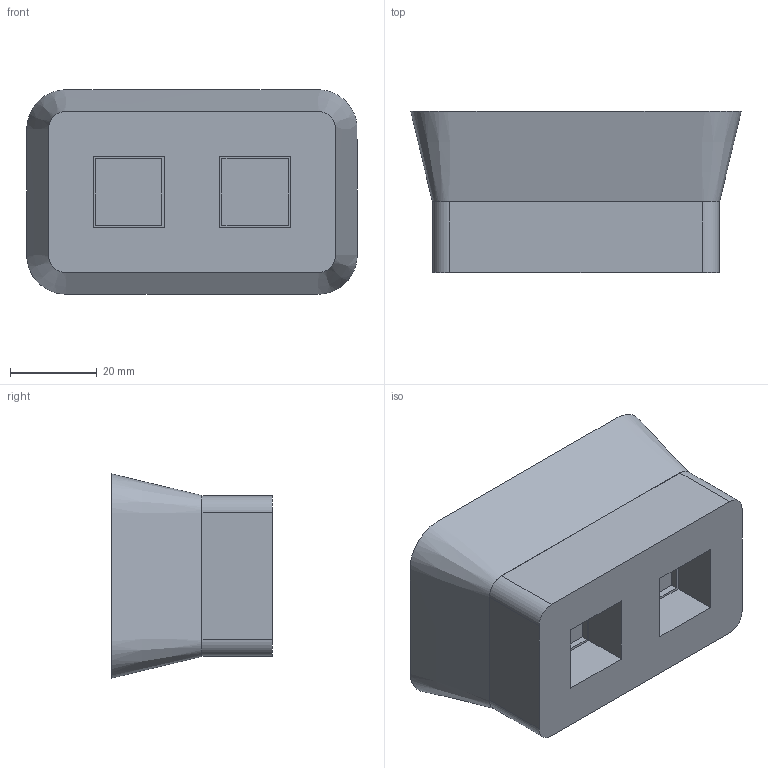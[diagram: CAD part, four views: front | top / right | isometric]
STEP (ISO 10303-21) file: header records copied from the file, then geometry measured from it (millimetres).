
FILE_DESCRIPTION(/* description */ (''),/* implementation_level */ '2;1');
FILE_NAME(/* name */ 'ZoomMuter box v13.step',/* time_stamp */ '2021-04-28T11:27:36-04:00',/* author */ (''),/* organization */ (''),/* preprocessor_version */ 'ST-DEVELOPER v18.1',/* originating_system */ 'Autodesk Translation Framework v9.10.0.1330',/* authorisation */ '');
FILE_SCHEMA (('AUTOMOTIVE_DESIGN { 1 0 10303 214 3 1 1 }'));
Length unit declared in the file: millimetre
Products named in the file (4): ZoomMuter box; Case Front; Switch Mockup; Case Back
Assembly tree (3 placements, depth 2):
  ZoomMuter box
    Case Front
    Switch Mockup
    Case Back
Bounding box: 76 x 37 x 47 mm (x, y, z)
Volume: 55024.2 mm3; surface area: 27901.9 mm2
Topology: 5 solids, 5 shells, 73 faces, 165 edges, 110 vertices
Faces by surface type: plane 54, cylinder 16, bspline 3
Full cylindrical faces by diameter (mm): 1.577 x1, 1.634 x1, 2.177 x1, 3.299 x1
Entity records: 3510 total; most frequent: CARTESIAN_POINT 1686, DIRECTION 346, ORIENTED_EDGE 330, EDGE_CURVE 165, LINE 126, VECTOR 126, VERTEX_POINT 110, AXIS2_PLACEMENT_3D 110
